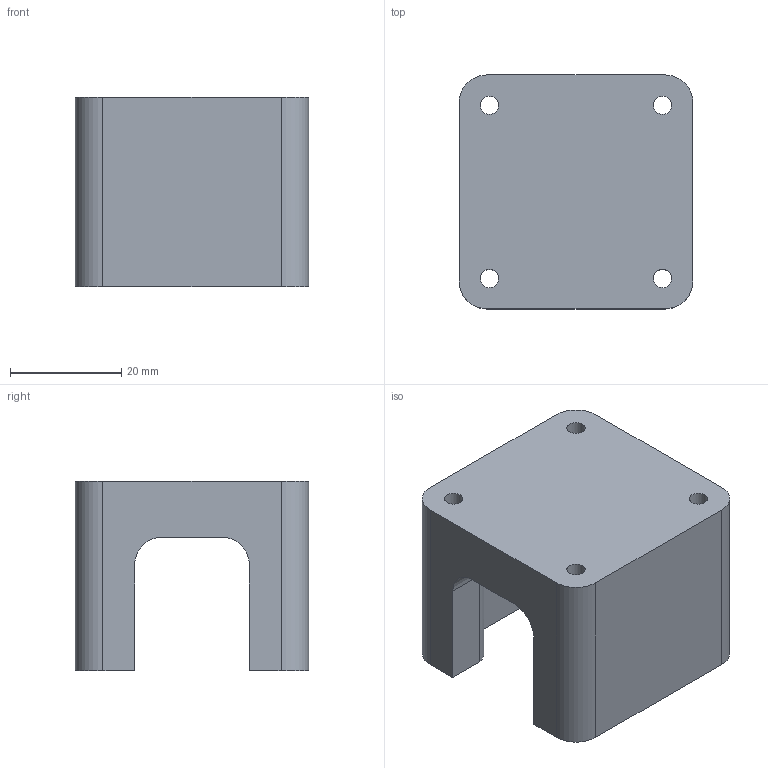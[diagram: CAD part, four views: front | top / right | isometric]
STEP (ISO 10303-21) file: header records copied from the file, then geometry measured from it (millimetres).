
FILE_DESCRIPTION(/* description */ (''),/* implementation_level */ '2;1');
FILE_NAME(/* name */ 'X-Cover Ender3 no endstop v1.step',/* time_stamp */ '2025-12-12T00:50:26+03:00',/* author */ (''),/* organization */ (''),/* preprocessor_version */ 'ST-DEVELOPER v20.1',/* originating_system */ 'Autodesk Translation Framework v14.10.0.0',/* authorisation */ '');
FILE_SCHEMA (('AUTOMOTIVE_DESIGN { 1 0 10303 214 3 1 1 }'));
Length unit declared in the file: millimetre
Products named in the file (1): X-Cover Ender3 no endstop
Bounding box: 42 x 42 x 34 mm (x, y, z)
Volume: 29666.1 mm3; surface area: 11446 mm2
Topology: 1 solids, 1 shells, 41 faces, 118 edges, 76 vertices
Faces by surface type: plane 23, cylinder 16, bspline 2
Full cylindrical faces by diameter (mm): 3.3 x4
Entity records: 1475 total; most frequent: CARTESIAN_POINT 346, ORIENTED_EDGE 232, DIRECTION 224, EDGE_CURVE 116, VERTEX_POINT 76, AXIS2_PLACEMENT_3D 76, LINE 72, VECTOR 72
